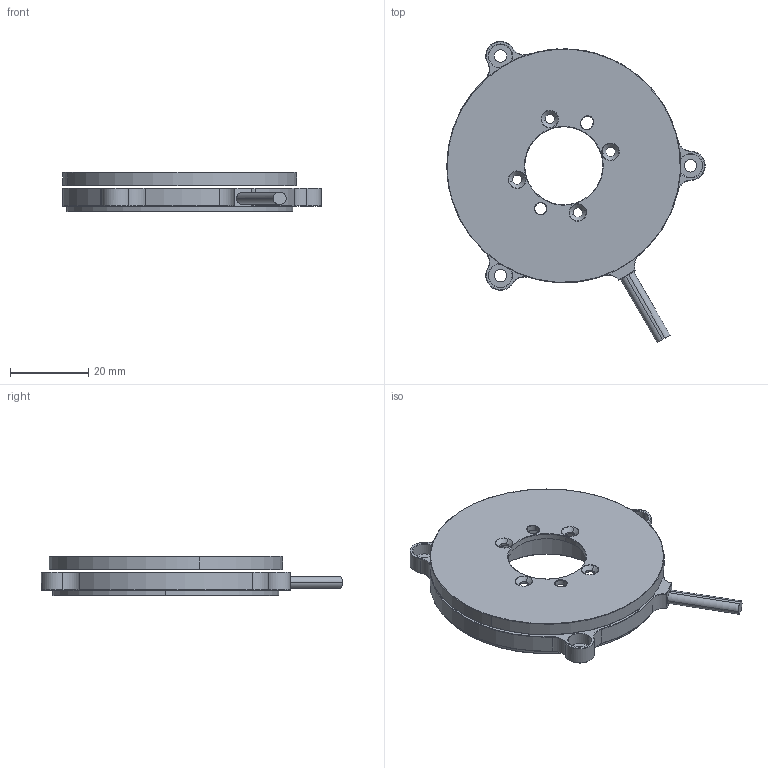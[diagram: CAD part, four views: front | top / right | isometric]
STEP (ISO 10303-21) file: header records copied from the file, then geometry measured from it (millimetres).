
FILE_DESCRIPTION (( 'STEP AP214' ), '1' );
FILE_NAME ('CAF60 20230927.STEP', '2023-09-28T03:31:25', ( '' ), ( '' ), 'SwSTEP 2.0', 'SolidWorks 2018', '' );
FILE_SCHEMA (( 'AUTOMOTIVE_DESIGN' ));
Length unit declared in the file: millimetre
Products named in the file (1): CAF60 20230927
Bounding box: 66.25 x 77.22 x 10.11 mm (x, y, z)
Volume: 20809.7 mm3; surface area: 12661.9 mm2
Topology: 2 solids, 3 shells, 179 faces, 416 edges, 251 vertices
Faces by surface type: torus 84, cylinder 67, plane 20, cone 8
Entity records: 6408 total; most frequent: DIRECTION 1079, CARTESIAN_POINT 1011, ORIENTED_EDGE 832, AXIS2_PLACEMENT_3D 495, EDGE_CURVE 416, CIRCLE 315, VERTEX_POINT 251, EDGE_LOOP 209
